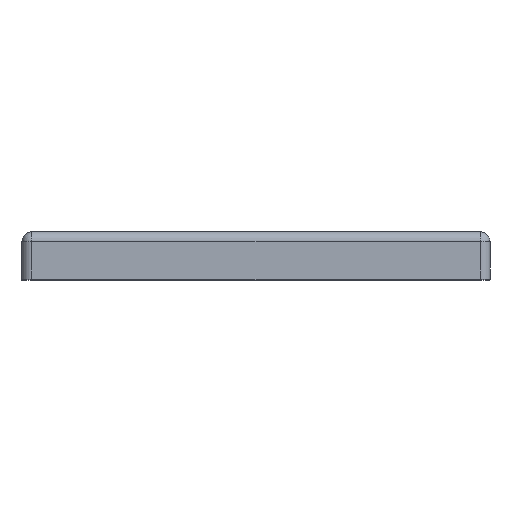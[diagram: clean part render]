
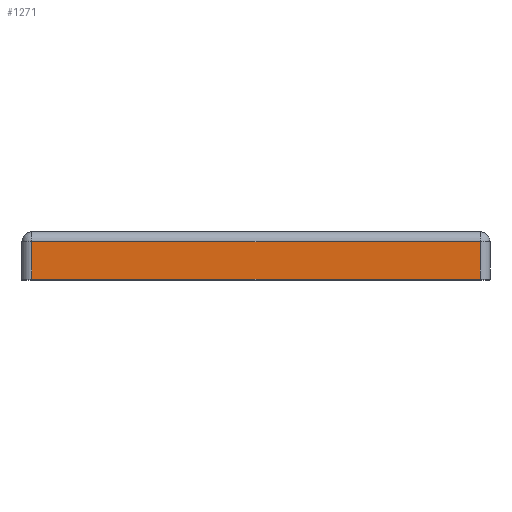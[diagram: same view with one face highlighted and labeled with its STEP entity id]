
A CAD part, top view. The second image highlights one B-rep face of the part: STEP entity #1271.
In plain terms, the highlighted planar face has unit normal (0, 0, 1).
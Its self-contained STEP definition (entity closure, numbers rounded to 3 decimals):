
#46 = FACE_OUTER_BOUND ( 'NONE', #1109, .T. ) ;
#121 = CARTESIAN_POINT ( 'NONE',  ( 92., 7., 0. ) ) ;
#122 = ORIENTED_EDGE ( 'NONE', *, *, #485, .T. ) ;
#245 = CARTESIAN_POINT ( 'NONE',  ( 2., -2.5, 0. ) ) ;
#255 = DIRECTION ( 'NONE',  ( 0., 0., -1. ) ) ;
#278 = VERTEX_POINT ( 'NONE', #1045 ) ;
#295 = ORIENTED_EDGE ( 'NONE', *, *, #896, .F. ) ;
#334 = VECTOR ( 'NONE', #1065, 1000. ) ;
#338 = CARTESIAN_POINT ( 'NONE',  ( 2., 5., 0. ) ) ;
#410 = AXIS2_PLACEMENT_3D ( 'NONE', #666, #255, #1280 ) ;
#440 = ORIENTED_EDGE ( 'NONE', *, *, #1290, .T. ) ;
#485 = EDGE_CURVE ( 'NONE', #278, #594, #1161, .T. ) ;
#555 = DIRECTION ( 'NONE',  ( -1., 0., 0. ) ) ;
#561 = LINE ( 'NONE', #121, #933 ) ;
#594 = VERTEX_POINT ( 'NONE', #338 ) ;
#666 = CARTESIAN_POINT ( 'NONE',  ( 0., 7., 0. ) ) ;
#735 = EDGE_CURVE ( 'NONE', #594, #1303, #919, .T. ) ;
#739 = LINE ( 'NONE', #245, #1026 ) ;
#766 = PLANE ( 'NONE',  #410 ) ;
#809 = CARTESIAN_POINT ( 'NONE',  ( 2., 7., 0. ) ) ;
#892 = DIRECTION ( 'NONE',  ( 0., -1., 0. ) ) ;
#893 = ORIENTED_EDGE ( 'NONE', *, *, #735, .T. ) ;
#896 = EDGE_CURVE ( 'NONE', #1268, #1303, #739, .T. ) ;
#919 = LINE ( 'NONE', #809, #1129 ) ;
#933 = VECTOR ( 'NONE', #1062, 1000. ) ;
#942 = CARTESIAN_POINT ( 'NONE',  ( 2., -2.5, 0. ) ) ;
#1026 = VECTOR ( 'NONE', #555, 1000. ) ;
#1045 = CARTESIAN_POINT ( 'NONE',  ( 92., 5., 0. ) ) ;
#1062 = DIRECTION ( 'NONE',  ( 0., 1., 0. ) ) ;
#1065 = DIRECTION ( 'NONE',  ( -1., 0., 0. ) ) ;
#1109 = EDGE_LOOP ( 'NONE', ( #122, #893, #295, #440 ) ) ;
#1129 = VECTOR ( 'NONE', #892, 1000. ) ;
#1161 = LINE ( 'NONE', #1262, #334 ) ;
#1192 = CARTESIAN_POINT ( 'NONE',  ( 92., -2.5, 0. ) ) ;
#1262 = CARTESIAN_POINT ( 'NONE',  ( 0., 5., 0. ) ) ;
#1268 = VERTEX_POINT ( 'NONE', #1192 ) ;
#1271 = ADVANCED_FACE ( 'NONE', ( #46 ), #766, .F. ) ;
#1280 = DIRECTION ( 'NONE',  ( -1., 0., 0. ) ) ;
#1290 = EDGE_CURVE ( 'NONE', #1268, #278, #561, .T. ) ;
#1303 = VERTEX_POINT ( 'NONE', #942 ) ;
